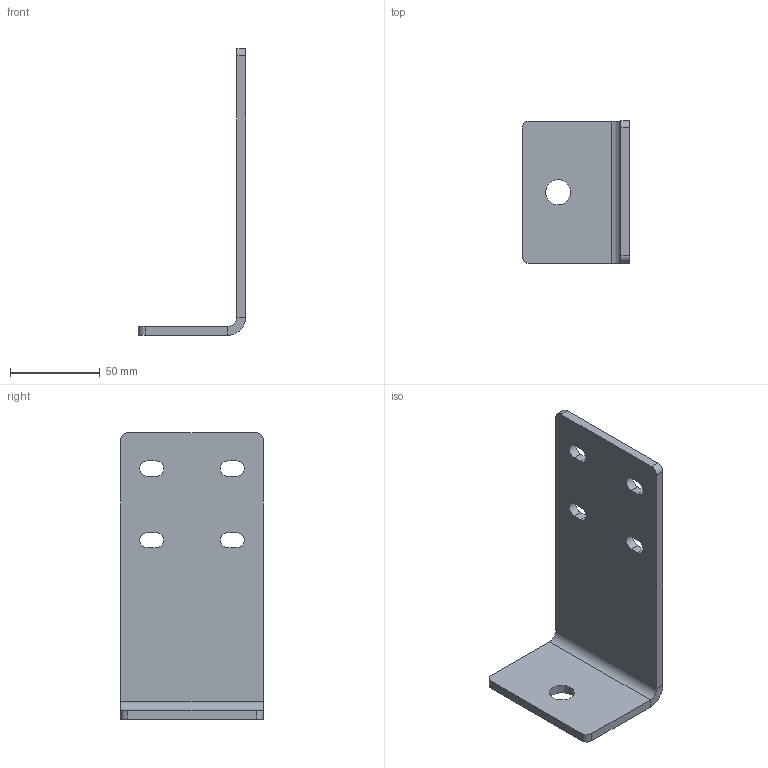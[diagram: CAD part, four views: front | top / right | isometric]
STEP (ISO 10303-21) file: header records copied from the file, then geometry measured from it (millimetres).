
FILE_DESCRIPTION(/* description */ (''),/* implementation_level */ '2;1');
FILE_NAME(/* name */ '14144_KriTec_Bodenwinkel_10_45_schwarz_puverbeschichtet.stp',/* time_stamp */ '2014-12-09T11:28:59+01:00',/* author */ ('kostic'),/* organization */ (''),/* preprocessor_version */ 'ST-DEVELOPER v15.2',/* originating_system */ 'Autodesk Inventor 2014',/* authorisation */ '');
FILE_SCHEMA (('AUTOMOTIVE_DESIGN { 1 0 10303 214 3 1 1 }'));
Length unit declared in the file: millimetre
Products named in the file (1): 14144_KriTec_Bodenwinkel_10_45_schwarz
Bounding box: 60 x 79.5 x 160 mm (x, y, z)
Volume: 81359.7 mm3; surface area: 36376.3 mm2
Topology: 1 solids, 1 shells, 35 faces, 91 edges, 58 vertices
Faces by surface type: plane 20, cylinder 15
Full cylindrical faces by diameter (mm): 14 x1
Entity records: 1107 total; most frequent: DIRECTION 192, CARTESIAN_POINT 184, ORIENTED_EDGE 180, EDGE_CURVE 90, AXIS2_PLACEMENT_3D 66, LINE 60, VECTOR 60, VERTEX_POINT 58
